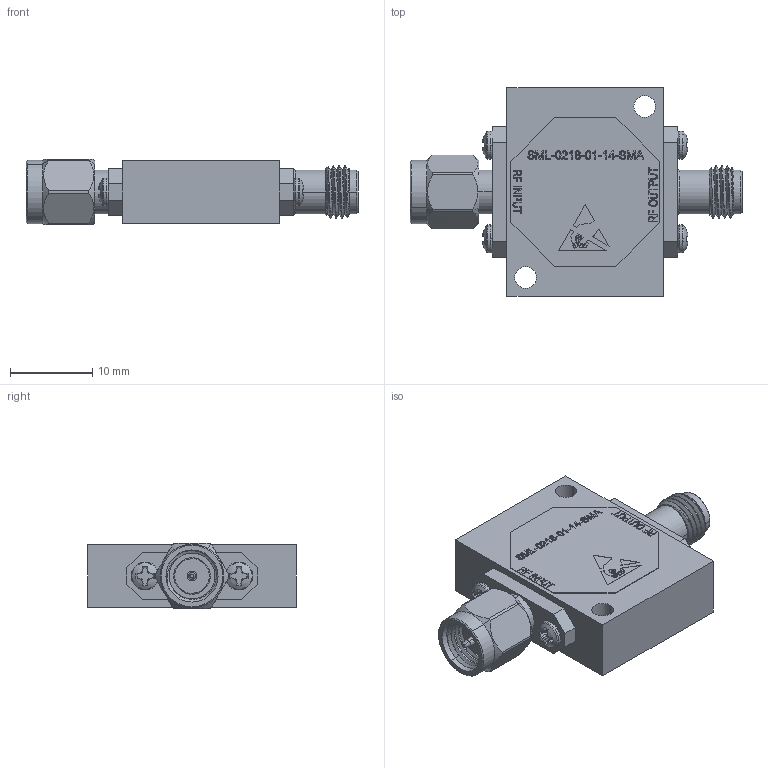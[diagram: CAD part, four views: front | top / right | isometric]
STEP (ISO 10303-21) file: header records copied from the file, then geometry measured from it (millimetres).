
FILE_DESCRIPTION (( 'STEP AP214' ), '1' );
FILE_NAME ('SML-0218-01-14-SMA_3D.step', '2024-11-27T22:08:27', ( '' ), ( '' ), 'SwSTEP 2.0', 'SolidWorks 2022', '' );
FILE_SCHEMA (( 'AUTOMOTIVE_DESIGN' ));
Length unit declared in the file: inch
Products named in the file (1): SML-0218-01-14-SMA_3D
Bounding box: 40.44 x 25.4 x 7.94 mm (x, y, z)
Volume: 4455.8 mm3; surface area: 2761.6 mm2
Topology: 1 solids, 6 shells, 857 faces, 2282 edges, 1510 vertices
Faces by surface type: plane 438, cylinder 184, bspline 163, cone 50, torus 18, sphere 4
Entity records: 41518 total; most frequent: CARTESIAN_POINT 21795, ORIENTED_EDGE 4556, DIRECTION 3350, EDGE_CURVE 2278, VERTEX_POINT 1510, LINE 1306, VECTOR 1306, AXIS2_PLACEMENT_3D 1022
